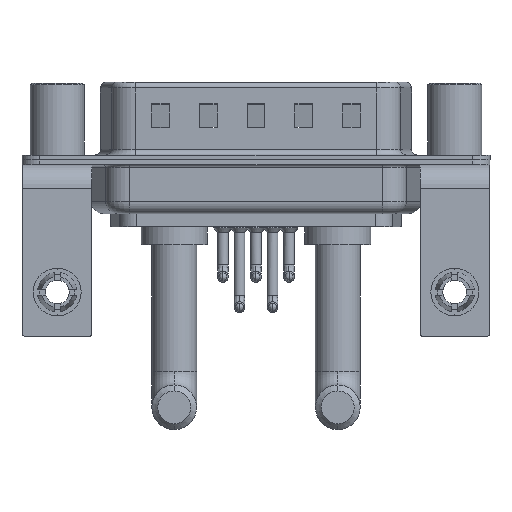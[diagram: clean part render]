
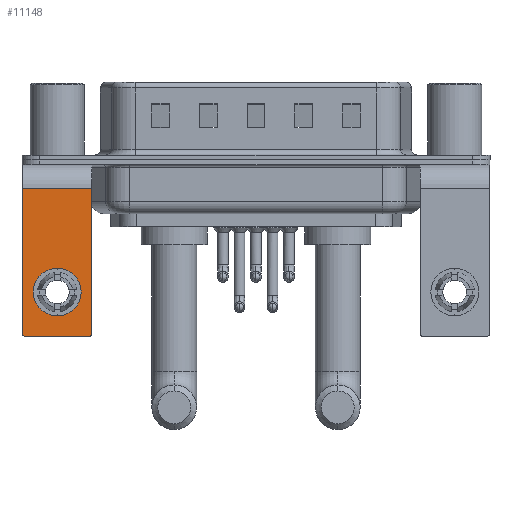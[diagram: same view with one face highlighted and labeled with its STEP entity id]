
A CAD part, front view. The second image highlights one B-rep face of the part: STEP entity #11148.
In plain terms, the highlighted planar face has unit normal (0, -1, 0).
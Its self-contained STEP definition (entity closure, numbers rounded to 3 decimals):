
#231 = LINE ( 'NONE', #21129, #19411 ) ;
#410 = DIRECTION ( 'NONE',  ( 0., 1., 0. ) ) ;
#580 = VERTEX_POINT ( 'NONE', #4402 ) ;
#810 = LINE ( 'NONE', #4532, #17196 ) ;
#1047 = ORIENTED_EDGE ( 'NONE', *, *, #8167, .T. ) ;
#1167 = EDGE_LOOP ( 'NONE', ( #16760, #14777, #20998, #17364, #2794, #1047 ) ) ;
#1194 = EDGE_CURVE ( 'NONE', #4955, #13844, #14737, .T. ) ;
#1507 = AXIS2_PLACEMENT_3D ( 'NONE', #14573, #4936, #12473 ) ;
#1761 = DIRECTION ( 'NONE',  ( 0., -1., 0. ) ) ;
#2031 = CARTESIAN_POINT ( 'NONE',  ( 0., -6.25, -9.07 ) ) ;
#2489 = AXIS2_PLACEMENT_3D ( 'NONE', #12878, #1761, #18712 ) ;
#2560 = VECTOR ( 'NONE', #22978, 1000. ) ;
#2794 = ORIENTED_EDGE ( 'NONE', *, *, #23480, .F. ) ;
#2910 = LINE ( 'NONE', #4894, #15330 ) ;
#3318 = AXIS2_PLACEMENT_3D ( 'NONE', #13399, #410, #20936 ) ;
#4224 = DIRECTION ( 'NONE',  ( 0., 0., 1. ) ) ;
#4402 = CARTESIAN_POINT ( 'NONE',  ( 2.9, -6.25, -2.4 ) ) ;
#4532 = CARTESIAN_POINT ( 'NONE',  ( -2.9, -6.25, -2.4 ) ) ;
#4779 = DIRECTION ( 'NONE',  ( 0., 0., -1. ) ) ;
#4894 = CARTESIAN_POINT ( 'NONE',  ( 2.9, -6.25, -14.8 ) ) ;
#4936 = DIRECTION ( 'NONE',  ( 0., 1., 0. ) ) ;
#4946 = VERTEX_POINT ( 'NONE', #7086 ) ;
#4955 = VERTEX_POINT ( 'NONE', #11295 ) ;
#5017 = CIRCLE ( 'NONE', #11753, 0.25 ) ;
#5671 = ORIENTED_EDGE ( 'NONE', *, *, #6574, .T. ) ;
#6574 = EDGE_CURVE ( 'NONE', #24391, #12036, #11997, .T. ) ;
#6653 = VERTEX_POINT ( 'NONE', #23402 ) ;
#6794 = DIRECTION ( 'NONE',  ( 0., 0., 1. ) ) ;
#7086 = CARTESIAN_POINT ( 'NONE',  ( 2.9, -6.25, -14.55 ) ) ;
#8167 = EDGE_CURVE ( 'NONE', #580, #6653, #11469, .T. ) ;
#8301 = EDGE_CURVE ( 'NONE', #6653, #4955, #810, .T. ) ;
#8750 = PLANE ( 'NONE',  #1507 ) ;
#10616 = FACE_BOUND ( 'NONE', #17944, .T. ) ;
#11148 = ADVANCED_FACE ( 'NONE', ( #10616, #16423 ), #8750, .F. ) ;
#11175 = EDGE_CURVE ( 'NONE', #11477, #13844, #2910, .T. ) ;
#11295 = CARTESIAN_POINT ( 'NONE',  ( -2.9, -6.25, -14.55 ) ) ;
#11469 = LINE ( 'NONE', #20733, #2560 ) ;
#11477 = VERTEX_POINT ( 'NONE', #21397 ) ;
#11479 = EDGE_CURVE ( 'NONE', #11477, #4946, #5017, .T. ) ;
#11753 = AXIS2_PLACEMENT_3D ( 'NONE', #13850, #20907, #4224 ) ;
#11969 = DIRECTION ( 'NONE',  ( 0., 0., -1. ) ) ;
#11997 = CIRCLE ( 'NONE', #3318, 2. ) ;
#12036 = VERTEX_POINT ( 'NONE', #16273 ) ;
#12473 = DIRECTION ( 'NONE',  ( 0., 0., 1. ) ) ;
#12878 = CARTESIAN_POINT ( 'NONE',  ( -2.65, -6.25, -14.55 ) ) ;
#12966 = AXIS2_PLACEMENT_3D ( 'NONE', #20149, #22141, #6794 ) ;
#13399 = CARTESIAN_POINT ( 'NONE',  ( 0., -6.25, -11.07 ) ) ;
#13844 = VERTEX_POINT ( 'NONE', #21458 ) ;
#13850 = CARTESIAN_POINT ( 'NONE',  ( 2.65, -6.25, -14.55 ) ) ;
#14573 = CARTESIAN_POINT ( 'NONE',  ( 2.9, -6.25, -2.4 ) ) ;
#14737 = CIRCLE ( 'NONE', #2489, 0.25 ) ;
#14777 = ORIENTED_EDGE ( 'NONE', *, *, #1194, .T. ) ;
#15330 = VECTOR ( 'NONE', #17639, 1000. ) ;
#16273 = CARTESIAN_POINT ( 'NONE',  ( 0., -6.25, -13.07 ) ) ;
#16423 = FACE_OUTER_BOUND ( 'NONE', #1167, .T. ) ;
#16760 = ORIENTED_EDGE ( 'NONE', *, *, #8301, .T. ) ;
#17196 = VECTOR ( 'NONE', #4779, 1000. ) ;
#17364 = ORIENTED_EDGE ( 'NONE', *, *, #11479, .T. ) ;
#17639 = DIRECTION ( 'NONE',  ( -1., 0., 0. ) ) ;
#17944 = EDGE_LOOP ( 'NONE', ( #18503, #5671 ) ) ;
#18503 = ORIENTED_EDGE ( 'NONE', *, *, #18822, .T. ) ;
#18712 = DIRECTION ( 'NONE',  ( 0., 0., 1. ) ) ;
#18822 = EDGE_CURVE ( 'NONE', #12036, #24391, #24441, .T. ) ;
#19411 = VECTOR ( 'NONE', #11969, 1000. ) ;
#20149 = CARTESIAN_POINT ( 'NONE',  ( 0., -6.25, -11.07 ) ) ;
#20733 = CARTESIAN_POINT ( 'NONE',  ( 2.9, -6.25, -2.4 ) ) ;
#20907 = DIRECTION ( 'NONE',  ( 0., -1., 0. ) ) ;
#20936 = DIRECTION ( 'NONE',  ( 0., 0., 1. ) ) ;
#20998 = ORIENTED_EDGE ( 'NONE', *, *, #11175, .F. ) ;
#21129 = CARTESIAN_POINT ( 'NONE',  ( 2.9, -6.25, -2.4 ) ) ;
#21397 = CARTESIAN_POINT ( 'NONE',  ( 2.65, -6.25, -14.8 ) ) ;
#21458 = CARTESIAN_POINT ( 'NONE',  ( -2.65, -6.25, -14.8 ) ) ;
#22141 = DIRECTION ( 'NONE',  ( 0., 1., 0. ) ) ;
#22978 = DIRECTION ( 'NONE',  ( -1., 0., 0. ) ) ;
#23402 = CARTESIAN_POINT ( 'NONE',  ( -2.9, -6.25, -2.4 ) ) ;
#23480 = EDGE_CURVE ( 'NONE', #580, #4946, #231, .T. ) ;
#24391 = VERTEX_POINT ( 'NONE', #2031 ) ;
#24441 = CIRCLE ( 'NONE', #12966, 2. ) ;
